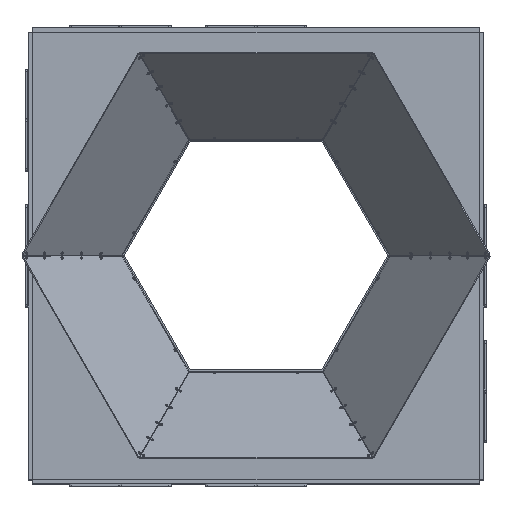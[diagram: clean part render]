
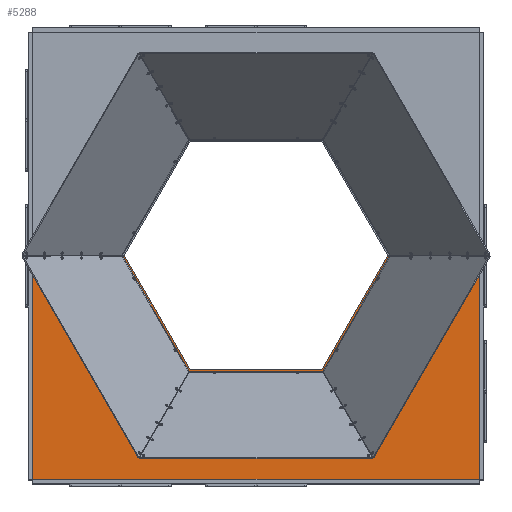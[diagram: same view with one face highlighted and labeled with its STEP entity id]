
A CAD part, top view. The second image highlights one B-rep face of the part: STEP entity #5288.
In plain terms, the highlighted planar face has unit normal (0, 0, 1).
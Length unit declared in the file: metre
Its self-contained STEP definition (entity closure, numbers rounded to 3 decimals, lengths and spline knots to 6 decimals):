
#589=CIRCLE('',#6005,0.003378);
#590=CIRCLE('',#6006,0.003378);
#591=CIRCLE('',#6007,0.003378);
#592=CIRCLE('',#6008,0.003378);
#593=CIRCLE('',#6009,0.003378);
#594=CIRCLE('',#6010,0.003378);
#1933=ORIENTED_EDGE('',*,*,#2664,.F.);
#1934=ORIENTED_EDGE('',*,*,#2665,.F.);
#1935=ORIENTED_EDGE('',*,*,#2666,.F.);
#1936=ORIENTED_EDGE('',*,*,#2667,.F.);
#1937=ORIENTED_EDGE('',*,*,#2668,.F.);
#1938=ORIENTED_EDGE('',*,*,#2669,.F.);
#1939=ORIENTED_EDGE('',*,*,#2670,.T.);
#1940=ORIENTED_EDGE('',*,*,#2671,.T.);
#1941=ORIENTED_EDGE('',*,*,#2672,.T.);
#1942=ORIENTED_EDGE('',*,*,#2673,.F.);
#1943=ORIENTED_EDGE('',*,*,#2649,.F.);
#1944=ORIENTED_EDGE('',*,*,#2674,.T.);
#1945=ORIENTED_EDGE('',*,*,#2675,.T.);
#1946=ORIENTED_EDGE('',*,*,#2676,.T.);
#2649=EDGE_CURVE('',#3141,#3142,#3631,.T.);
#2664=EDGE_CURVE('',#3155,#3155,#589,.T.);
#2665=EDGE_CURVE('',#3156,#3156,#590,.T.);
#2666=EDGE_CURVE('',#3157,#3157,#591,.T.);
#2667=EDGE_CURVE('',#3158,#3158,#592,.T.);
#2668=EDGE_CURVE('',#3159,#3159,#593,.T.);
#2669=EDGE_CURVE('',#3160,#3160,#594,.T.);
#2670=EDGE_CURVE('',#3161,#3162,#3640,.T.);
#2671=EDGE_CURVE('',#3162,#3163,#3641,.T.);
#2672=EDGE_CURVE('',#3163,#3164,#3642,.T.);
#2673=EDGE_CURVE('',#3142,#3164,#3643,.T.);
#2674=EDGE_CURVE('',#3141,#3165,#3644,.T.);
#2675=EDGE_CURVE('',#3165,#3166,#3645,.T.);
#2676=EDGE_CURVE('',#3166,#3161,#3646,.T.);
#3141=VERTEX_POINT('',#9031);
#3142=VERTEX_POINT('',#9033);
#3155=VERTEX_POINT('',#9063);
#3156=VERTEX_POINT('',#9065);
#3157=VERTEX_POINT('',#9067);
#3158=VERTEX_POINT('',#9069);
#3159=VERTEX_POINT('',#9071);
#3160=VERTEX_POINT('',#9073);
#3161=VERTEX_POINT('',#9075);
#3162=VERTEX_POINT('',#9076);
#3163=VERTEX_POINT('',#9078);
#3164=VERTEX_POINT('',#9080);
#3165=VERTEX_POINT('',#9083);
#3166=VERTEX_POINT('',#9085);
#3631=LINE('',#9032,#4117);
#3640=LINE('',#9074,#4126);
#3641=LINE('',#9077,#4127);
#3642=LINE('',#9079,#4128);
#3643=LINE('',#9081,#4129);
#3644=LINE('',#9082,#4130);
#3645=LINE('',#9084,#4131);
#3646=LINE('',#9086,#4132);
#4117=VECTOR('',#7508,1.);
#4126=VECTOR('',#7545,1.);
#4127=VECTOR('',#7546,1.);
#4128=VECTOR('',#7547,1.);
#4129=VECTOR('',#7548,1.);
#4130=VECTOR('',#7549,1.);
#4131=VECTOR('',#7550,1.);
#4132=VECTOR('',#7551,1.);
#4475=EDGE_LOOP('',(#1933));
#4476=EDGE_LOOP('',(#1934));
#4477=EDGE_LOOP('',(#1935));
#4478=EDGE_LOOP('',(#1936));
#4479=EDGE_LOOP('',(#1937));
#4480=EDGE_LOOP('',(#1938));
#4481=EDGE_LOOP('',(#1939,#1940,#1941,#1942,#1943,#1944,#1945,#1946));
#4837=FACE_BOUND('',#4475,.T.);
#4838=FACE_BOUND('',#4476,.T.);
#4839=FACE_BOUND('',#4477,.T.);
#4840=FACE_BOUND('',#4478,.T.);
#4841=FACE_BOUND('',#4479,.T.);
#4842=FACE_BOUND('',#4480,.T.);
#4843=FACE_BOUND('',#4481,.T.);
#5022=PLANE('',#6004);
#5288=ADVANCED_FACE('',(#4837,#4838,#4839,#4840,#4841,#4842,#4843),#5022,
 .T.);
#6004=AXIS2_PLACEMENT_3D('',#9061,#7531,#7532);
#6005=AXIS2_PLACEMENT_3D('',#9062,#7533,#7534);
#6006=AXIS2_PLACEMENT_3D('',#9064,#7535,#7536);
#6007=AXIS2_PLACEMENT_3D('',#9066,#7537,#7538);
#6008=AXIS2_PLACEMENT_3D('',#9068,#7539,#7540);
#6009=AXIS2_PLACEMENT_3D('',#9070,#7541,#7542);
#6010=AXIS2_PLACEMENT_3D('',#9072,#7543,#7544);
#7508=DIRECTION('',(0.,-1.,0.));
#7531=DIRECTION('',(0.,0.,1.));
#7532=DIRECTION('',(1.,0.,0.));
#7533=DIRECTION('',(0.,0.,1.));
#7534=DIRECTION('',(1.,0.,0.));
#7535=DIRECTION('',(0.,0.,1.));
#7536=DIRECTION('',(1.,0.,0.));
#7537=DIRECTION('',(0.,0.,1.));
#7538=DIRECTION('',(1.,0.,0.));
#7539=DIRECTION('',(0.,0.,1.));
#7540=DIRECTION('',(1.,0.,0.));
#7541=DIRECTION('',(0.,0.,1.));
#7542=DIRECTION('',(1.,0.,0.));
#7543=DIRECTION('',(0.,0.,1.));
#7544=DIRECTION('',(1.,0.,0.));
#7545=DIRECTION('',(-0.5,0.866,0.));
#7546=DIRECTION('',(-1.,0.,0.));
#7547=DIRECTION('',(0.,-1.,0.));
#7548=DIRECTION('',(-1.,0.,0.));
#7549=DIRECTION('',(-1.,0.,0.));
#7550=DIRECTION('',(-0.5,-0.866,0.));
#7551=DIRECTION('',(-1.,0.,0.));
#9031=CARTESIAN_POINT('',(-3.059906,0.,1.4336));
#9032=CARTESIAN_POINT('',(-3.059906,5.006714,1.4336));
#9033=CARTESIAN_POINT('',(-3.059906,-0.584994,1.4336));
#9061=CARTESIAN_POINT('',(-3.6449,5.006714,1.4336));
#9062=CARTESIAN_POINT('',(-3.318338,-0.063891,1.4336));
#9063=CARTESIAN_POINT('',(-3.31496,-0.063891,1.4336));
#9064=CARTESIAN_POINT('',(-3.426288,-0.250866,1.4336));
#9065=CARTESIAN_POINT('',(-3.42291,-0.250866,1.4336));
#9066=CARTESIAN_POINT('',(-3.53695,-0.314756,1.4336));
#9067=CARTESIAN_POINT('',(-3.533572,-0.314756,1.4336));
#9068=CARTESIAN_POINT('',(-3.75285,-0.314756,1.4336));
#9069=CARTESIAN_POINT('',(-3.749472,-0.314756,1.4336));
#9070=CARTESIAN_POINT('',(-3.863512,-0.250866,1.4336));
#9071=CARTESIAN_POINT('',(-3.860134,-0.250866,1.4336));
#9072=CARTESIAN_POINT('',(-3.971462,-0.063891,1.4336));
#9073=CARTESIAN_POINT('',(-3.968084,-0.063891,1.4336));
#9074=CARTESIAN_POINT('',(-3.903739,-0.149441,1.4336));
#9075=CARTESIAN_POINT('',(-3.817459,-0.298881,1.4336));
#9076=CARTESIAN_POINT('',(-3.990018,0.,1.4336));
#9077=CARTESIAN_POINT('',(-4.109956,0.,1.4336));
#9078=CARTESIAN_POINT('',(-4.229894,0.,1.4336));
#9079=CARTESIAN_POINT('',(-4.229894,5.006714,1.4336));
#9080=CARTESIAN_POINT('',(-4.229894,-0.584994,1.4336));
#9081=CARTESIAN_POINT('',(-3.6449,-0.584994,1.4336));
#9082=CARTESIAN_POINT('',(-3.179844,0.,1.4336));
#9083=CARTESIAN_POINT('',(-3.299782,0.,1.4336));
#9084=CARTESIAN_POINT('',(-3.386061,-0.149441,1.4336));
#9085=CARTESIAN_POINT('',(-3.472341,-0.298881,1.4336));
#9086=CARTESIAN_POINT('',(-3.6449,-0.298881,1.4336));
